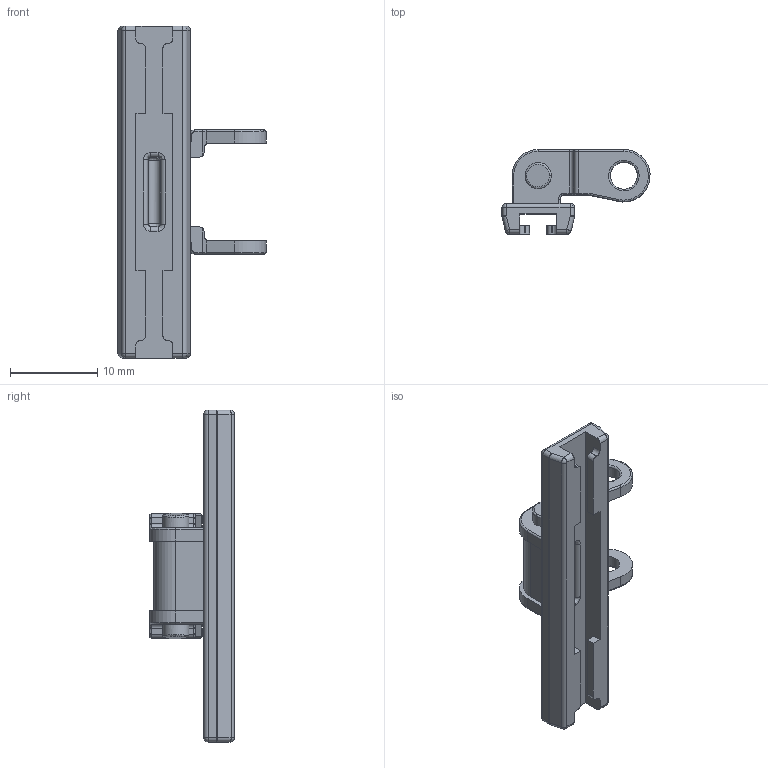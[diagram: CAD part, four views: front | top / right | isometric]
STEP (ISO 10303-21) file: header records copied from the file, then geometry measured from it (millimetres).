
FILE_DESCRIPTION(/* description */ (''),/* implementation_level */ '2;1');
FILE_NAME(/* name */ 'Conveyor-Belt Base Link.ipt.step',/* time_stamp */ '2020-04-16T22:53:12-04:00',/* author */ ('Jordan'),/* organization */ (''),/* preprocessor_version */ 'ST-DEVELOPER v17',/* originating_system */ 'Autodesk Inventor 2019',/* authorisation */ '');
FILE_SCHEMA (('AUTOMOTIVE_DESIGN { 1 0 10303 214 3 1 1 }'));
Length unit declared in the file: inch
Products named in the file (1): Conveyor-Belt Base Links
Bounding box: 16.94 x 9.7 x 38 mm (x, y, z)
Volume: 1159.9 mm3; surface area: 1709.5 mm2
Topology: 1 solids, 1 shells, 172 faces, 429 edges, 262 vertices
Faces by surface type: cylinder 76, plane 56, torus 18, sphere 12, bspline 10
Full cylindrical faces by diameter (mm): 3 x2, 3.1 x2
Entity records: 6818 total; most frequent: CARTESIAN_POINT 2644, DIRECTION 900, ORIENTED_EDGE 856, EDGE_CURVE 428, AXIS2_PLACEMENT_3D 339, VERTEX_POINT 262, LINE 222, VECTOR 222
